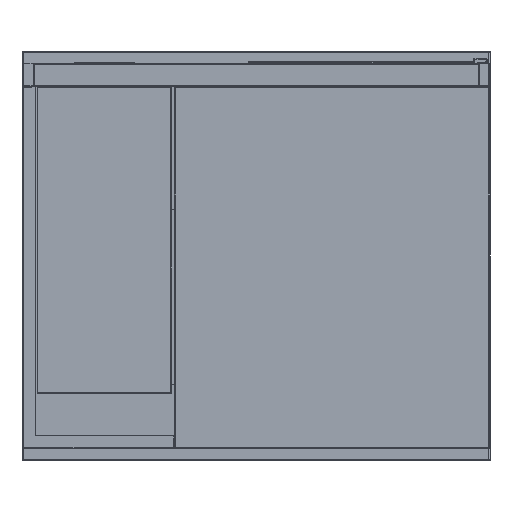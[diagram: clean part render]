
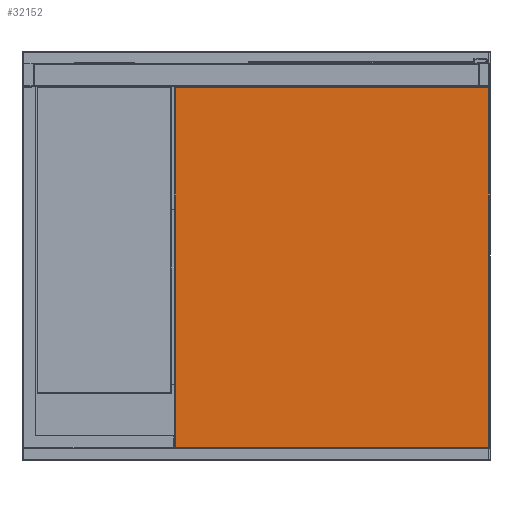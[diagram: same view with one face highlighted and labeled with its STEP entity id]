
A CAD part, front view. The second image highlights one B-rep face of the part: STEP entity #32152.
In plain terms, the highlighted planar face has unit normal (0, -1, 0).
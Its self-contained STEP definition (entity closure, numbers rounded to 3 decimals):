
#1023 = EDGE_CURVE ( 'NONE', #26885, #26475, #19100, .T. ) ;
#1379 = CARTESIAN_POINT ( 'NONE',  ( 268., -325., -658. ) ) ;
#1862 = ORIENTED_EDGE ( 'NONE', *, *, #15024, .T. ) ;
#3542 = VERTEX_POINT ( 'NONE', #20161 ) ;
#3615 = EDGE_CURVE ( 'NONE', #3542, #26885, #28746, .T. ) ;
#3989 = VECTOR ( 'NONE', #31532, 1000. ) ;
#7011 = VERTEX_POINT ( 'NONE', #1379 ) ;
#8516 = FACE_OUTER_BOUND ( 'NONE', #17259, .T. ) ;
#8973 = VECTOR ( 'NONE', #10069, 1000. ) ;
#10069 = DIRECTION ( 'NONE',  ( 0., 0., 1. ) ) ;
#10094 = CARTESIAN_POINT ( 'NONE',  ( -270., -325., -658. ) ) ;
#12844 = LINE ( 'NONE', #23365, #8973 ) ;
#14151 = CARTESIAN_POINT ( 'NONE',  ( -268., -325., -42. ) ) ;
#15024 = EDGE_CURVE ( 'NONE', #26475, #7011, #34593, .T. ) ;
#15368 = VECTOR ( 'NONE', #33901, 1000. ) ;
#17259 = EDGE_LOOP ( 'NONE', ( #19794, #29482, #1862, #28457 ) ) ;
#17731 = AXIS2_PLACEMENT_3D ( 'NONE', #27222, #23919, #29679 ) ;
#19100 = LINE ( 'NONE', #32252, #22482 ) ;
#19794 = ORIENTED_EDGE ( 'NONE', *, *, #3615, .T. ) ;
#20161 = CARTESIAN_POINT ( 'NONE',  ( 268., -325., -42. ) ) ;
#22077 = CARTESIAN_POINT ( 'NONE',  ( -268., -325., -658. ) ) ;
#22482 = VECTOR ( 'NONE', #32946, 1000. ) ;
#23365 = CARTESIAN_POINT ( 'NONE',  ( 268., -325., -660. ) ) ;
#23659 = CARTESIAN_POINT ( 'NONE',  ( -270., -325., -42. ) ) ;
#23919 = DIRECTION ( 'NONE',  ( 0., -1., 0. ) ) ;
#26475 = VERTEX_POINT ( 'NONE', #22077 ) ;
#26885 = VERTEX_POINT ( 'NONE', #14151 ) ;
#27222 = CARTESIAN_POINT ( 'NONE',  ( -270., -325., -660. ) ) ;
#28457 = ORIENTED_EDGE ( 'NONE', *, *, #33538, .T. ) ;
#28746 = LINE ( 'NONE', #23659, #3989 ) ;
#29482 = ORIENTED_EDGE ( 'NONE', *, *, #1023, .T. ) ;
#29679 = DIRECTION ( 'NONE',  ( 0., 0., -1. ) ) ;
#31532 = DIRECTION ( 'NONE',  ( -1., 0., 0. ) ) ;
#32152 = ADVANCED_FACE ( 'Fl�che8', ( #8516 ), #32645, .T. ) ;
#32252 = CARTESIAN_POINT ( 'NONE',  ( -268., -325., -660. ) ) ;
#32645 = PLANE ( 'NONE',  #17731 ) ;
#32946 = DIRECTION ( 'NONE',  ( 0., 0., -1. ) ) ;
#33538 = EDGE_CURVE ( 'NONE', #7011, #3542, #12844, .T. ) ;
#33901 = DIRECTION ( 'NONE',  ( 1., 0., 0. ) ) ;
#34593 = LINE ( 'NONE', #10094, #15368 ) ;
